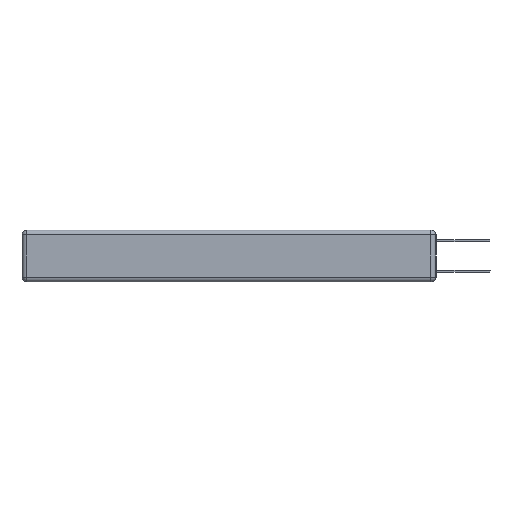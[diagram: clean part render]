
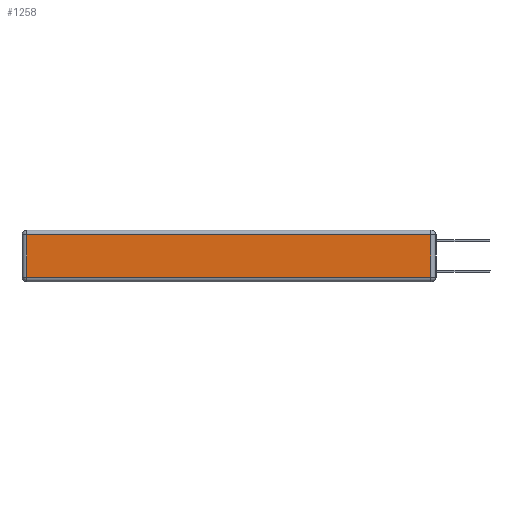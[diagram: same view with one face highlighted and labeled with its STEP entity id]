
A CAD part, left-side view. The second image highlights one B-rep face of the part: STEP entity #1258.
In plain terms, the highlighted planar face has unit normal (-1, 0, 0).
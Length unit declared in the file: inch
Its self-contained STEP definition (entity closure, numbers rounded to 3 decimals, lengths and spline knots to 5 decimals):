
#56 = EDGE_CURVE ( 'NONE', #12027, #1938, #8464, .T. ) ;
#633 = VECTOR ( 'NONE', #1697, 39.37008 ) ;
#878 = EDGE_CURVE ( 'NONE', #11258, #12027, #8311, .T. ) ;
#1258 = ADVANCED_FACE ( 'NONE', ( #3993 ), #7756, .T. ) ;
#1626 = LINE ( 'NONE', #6512, #6128 ) ;
#1697 = DIRECTION ( 'NONE',  ( 0., 0., -1. ) ) ;
#1747 = DIRECTION ( 'NONE',  ( 0., 0., 1. ) ) ;
#1938 = VERTEX_POINT ( 'NONE', #10062 ) ;
#2195 = ORIENTED_EDGE ( 'NONE', *, *, #56, .T. ) ;
#2610 = DIRECTION ( 'NONE',  ( 0., 1., 0. ) ) ;
#3911 = VECTOR ( 'NONE', #2610, 39.37008 ) ;
#3993 = FACE_OUTER_BOUND ( 'NONE', #4078, .T. ) ;
#4078 = EDGE_LOOP ( 'NONE', ( #11219, #7467, #5918, #2195 ) ) ;
#4401 = CARTESIAN_POINT ( 'NONE',  ( 0., 0.03, -0.03 ) ) ;
#5466 = CARTESIAN_POINT ( 'NONE',  ( 0., 2.75, -0.03 ) ) ;
#5918 = ORIENTED_EDGE ( 'NONE', *, *, #878, .T. ) ;
#6016 = LINE ( 'NONE', #10706, #11568 ) ;
#6128 = VECTOR ( 'NONE', #1747, 39.37008 ) ;
#6380 = VERTEX_POINT ( 'NONE', #11315 ) ;
#6392 = CARTESIAN_POINT ( 'NONE',  ( 0., 2.72, -0.343 ) ) ;
#6512 = CARTESIAN_POINT ( 'NONE',  ( 0., 0.03, -0.343 ) ) ;
#6689 = CARTESIAN_POINT ( 'NONE',  ( 0., 0., -0.343 ) ) ;
#6768 = CARTESIAN_POINT ( 'NONE',  ( 0., 2.72, -0.03 ) ) ;
#7467 = ORIENTED_EDGE ( 'NONE', *, *, #11288, .T. ) ;
#7756 = PLANE ( 'NONE',  #9308 ) ;
#8311 = LINE ( 'NONE', #5466, #3911 ) ;
#8464 = LINE ( 'NONE', #6392, #633 ) ;
#9308 = AXIS2_PLACEMENT_3D ( 'NONE', #6689, #11615, #10727 ) ;
#10062 = CARTESIAN_POINT ( 'NONE',  ( 0., 2.72, -0.313 ) ) ;
#10515 = EDGE_CURVE ( 'NONE', #1938, #6380, #6016, .T. ) ;
#10706 = CARTESIAN_POINT ( 'NONE',  ( 0., 0., -0.313 ) ) ;
#10727 = DIRECTION ( 'NONE',  ( 0., 0., 1. ) ) ;
#11219 = ORIENTED_EDGE ( 'NONE', *, *, #10515, .T. ) ;
#11258 = VERTEX_POINT ( 'NONE', #4401 ) ;
#11288 = EDGE_CURVE ( 'NONE', #6380, #11258, #1626, .T. ) ;
#11315 = CARTESIAN_POINT ( 'NONE',  ( 0., 0.03, -0.313 ) ) ;
#11568 = VECTOR ( 'NONE', #11595, 39.37008 ) ;
#11595 = DIRECTION ( 'NONE',  ( 0., -1., 0. ) ) ;
#11615 = DIRECTION ( 'NONE',  ( -1., 0., 0. ) ) ;
#12027 = VERTEX_POINT ( 'NONE', #6768 ) ;
